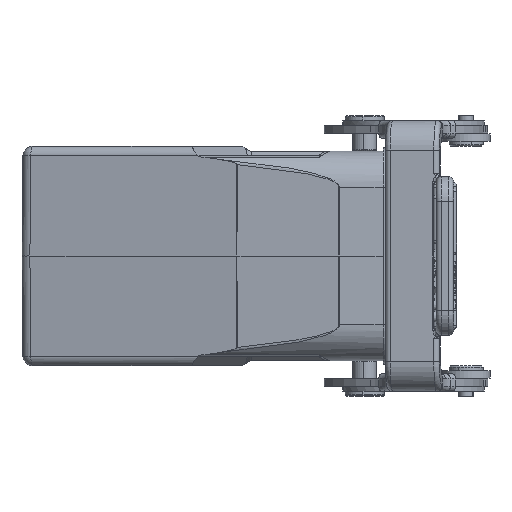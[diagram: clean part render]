
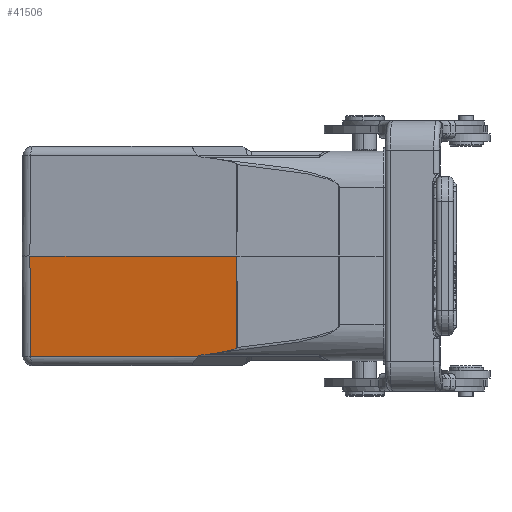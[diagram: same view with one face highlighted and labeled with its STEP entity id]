
A CAD part, left-side view. The second image highlights one B-rep face of the part: STEP entity #41506.
In plain terms, the highlighted planar face has unit normal (-0.982, 0.191, -0.009).
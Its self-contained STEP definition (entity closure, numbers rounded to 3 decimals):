
#8503=CARTESIAN_POINT('',(-43.44,5.83,
-20.136));
#8504=CARTESIAN_POINT('',(-43.487,5.586,
-20.103));
#8505=CARTESIAN_POINT('',(-43.582,5.101,
-20.035));
#8506=CARTESIAN_POINT('',(-43.724,4.38,
-19.928));
#8507=CARTESIAN_POINT('',(-43.815,3.912,
-19.855));
#8508=CARTESIAN_POINT('',(-43.861,3.676,
-19.818));
#8577=DIRECTION('',(-0.13,-0.634,0.763));
#8578=VECTOR('',#8577,0.221);
#8579=CARTESIAN_POINT('',(-43.023,7.954,
-20.517));
#8580=LINE('',#8579,#8578);
#8589=DIRECTION('',(-0.007,0.009,1.));
#8590=VECTOR('',#8589,20.519);
#8591=CARTESIAN_POINT('',(-36.366,42.203,
-20.517));
#8592=LINE('',#8591,#8590);
#8593=DIRECTION('',(-0.191,-0.982,0.));
#8594=VECTOR('',#8593,43.124);
#8595=CARTESIAN_POINT('',(-36.514,42.382,
0.));
#8596=LINE('',#8595,#8594);
#8602=CARTESIAN_POINT('',(-43.052,7.814,-20.349));
#8603=CARTESIAN_POINT('',(-43.181,7.151,
-20.296));
#8604=CARTESIAN_POINT('',(-43.311,6.489,
-20.227));
#8605=CARTESIAN_POINT('',(-43.44,5.83,
-20.136));
#8621=DIRECTION('',(-0.191,-0.982,0.));
#8622=VECTOR('',#8621,34.889);
#8623=CARTESIAN_POINT('',(-36.366,42.203,
-20.517));
#8624=LINE('',#8623,#8622);
#13041=CARTESIAN_POINT('',(-43.861,3.676,
-19.818));
#13042=CARTESIAN_POINT('',(-43.903,3.459,
-19.783));
#13043=CARTESIAN_POINT('',(-43.985,3.046,
-19.713));
#13044=CARTESIAN_POINT('',(-44.086,2.526,
-19.617));
#13045=CARTESIAN_POINT('',(-44.175,2.075,
-19.526));
#13046=CARTESIAN_POINT('',(-44.251,1.686,
-19.44));
#13047=CARTESIAN_POINT('',(-44.317,1.351,
-19.359));
#13048=CARTESIAN_POINT('',(-44.374,1.064,
-19.281));
#13049=CARTESIAN_POINT('',(-44.423,0.812,
-19.207));
#13050=CARTESIAN_POINT('',(-44.492,0.463,
-19.085));
#13051=CARTESIAN_POINT('',(-44.543,0.207,
-18.975));
#13052=CARTESIAN_POINT('',(-44.57,0.073,
-18.887));
#13053=CARTESIAN_POINT('',(-44.58,0.023,
-18.831));
#13071=DIRECTION('',(-0.009,0.001,1.));
#13072=VECTOR('',#13071,18.832);
#13073=CARTESIAN_POINT('',(-44.58,0.023,
-18.831));
#13074=LINE('',#13073,#13072);
#22244=CARTESIAN_POINT('',(-44.742,0.05,
0.));
#22246=VERTEX_POINT('',#22244);
#22248=CARTESIAN_POINT('',(-36.514,42.382,
0.));
#22249=VERTEX_POINT('',#22248);
#22273=CARTESIAN_POINT('',(-43.44,5.83,
-20.136));
#22274=VERTEX_POINT('',#22273);
#22275=VERTEX_POINT('',#8508);
#22863=CARTESIAN_POINT('',(-36.366,42.203,
-20.517));
#22864=VERTEX_POINT('',#22863);
#23529=CARTESIAN_POINT('',(-43.023,7.954,
-20.517));
#23530=CARTESIAN_POINT('',(-43.052,7.814,-20.349));
#23531=VERTEX_POINT('',#23529);
#23532=VERTEX_POINT('',#23530);
#23537=CARTESIAN_POINT('',(-44.58,0.023,
-18.831));
#23538=VERTEX_POINT('',#23537);
#41485=CARTESIAN_POINT('',(-46.119,-7.035,0.));
#41486=DIRECTION('',(-0.982,0.191,-0.009));
#41487=DIRECTION('',(-0.191,-0.982,0.));
#41488=AXIS2_PLACEMENT_3D('',#41485,#41486,#41487);
#41489=PLANE('',#41488);
#41490=ORIENTED_EDGE('',*,*,#41362,.F.);
#41492=ORIENTED_EDGE('',*,*,#41491,.F.);
#41493=ORIENTED_EDGE('',*,*,#41469,.F.);
#41495=ORIENTED_EDGE('',*,*,#41494,.F.);
#41497=ORIENTED_EDGE('',*,*,#41496,.T.);
#41499=ORIENTED_EDGE('',*,*,#41498,.T.);
#41501=ORIENTED_EDGE('',*,*,#41500,.F.);
#41503=ORIENTED_EDGE('',*,*,#41502,.F.);
#41504=EDGE_LOOP('',(#41490,#41492,#41493,#41495,#41497,#41499,#41501,#41503));
#41505=FACE_OUTER_BOUND('',#41504,.F.);
#41506=ADVANCED_FACE('',(#41505),#41489,.T.);
#8509=B_SPLINE_CURVE_WITH_KNOTS('',3,(#8503,#8504,#8505,#8506,#8507,#8508),
.UNSPECIFIED.,.F.,.F.,(4,1,1,4),(0.,0.333,0.667,1.),
.UNSPECIFIED.);
#8606=B_SPLINE_CURVE_WITH_KNOTS('',3,(#8602,#8603,#8604,#8605),.UNSPECIFIED.,
.F.,.F.,(4,4),(0.,1.),.UNSPECIFIED.);
#13054=B_SPLINE_CURVE_WITH_KNOTS('',3,(#13041,#13042,#13043,#13044,#13045,
#13046,#13047,#13048,#13049,#13050,#13051,#13052,#13053),.UNSPECIFIED.,.F.,.F.,(
4,1,1,1,1,1,1,1,1,1,4),(0.,0.1,0.2,0.3,0.4,0.5,0.6,0.7,0.8,
0.9,1.),.UNSPECIFIED.);
#41362=EDGE_CURVE('',#22274,#22275,#8509,.T.);
#41469=EDGE_CURVE('',#23531,#23532,#8580,.T.);
#41491=EDGE_CURVE('',#23532,#22274,#8606,.T.);
#41494=EDGE_CURVE('',#22864,#23531,#8624,.T.);
#41496=EDGE_CURVE('',#22864,#22249,#8592,.T.);
#41498=EDGE_CURVE('',#22249,#22246,#8596,.T.);
#41500=EDGE_CURVE('',#23538,#22246,#13074,.T.);
#41502=EDGE_CURVE('',#22275,#23538,#13054,.T.);
